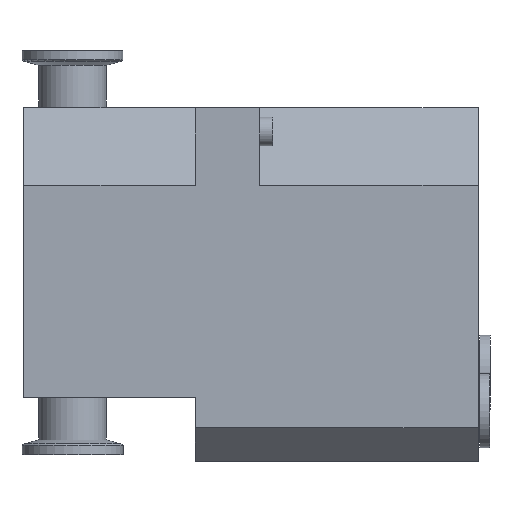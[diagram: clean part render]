
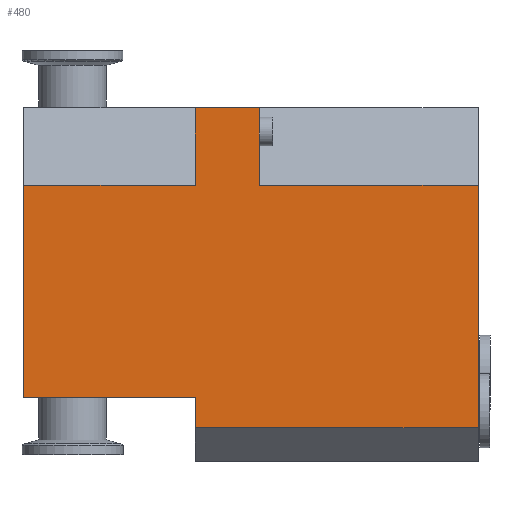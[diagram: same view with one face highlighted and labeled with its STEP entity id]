
A CAD part, left-side view. The second image highlights one B-rep face of the part: STEP entity #480.
In plain terms, the highlighted planar face has unit normal (-1, 0, 0).
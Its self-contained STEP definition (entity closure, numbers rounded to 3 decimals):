
#285=CARTESIAN_POINT('',(-40.0,10.,52.5));
#286=VERTEX_POINT('',#285);
#293=CARTESIAN_POINT('',(-40.0,-9.0,52.5));
#294=VERTEX_POINT('',#293);
#295=CARTESIAN_POINT('',(-40.0,10.,52.5));
#296=DIRECTION('',(0.0,-1.0,0.0));
#297=VECTOR('',#296,19.);
#298=LINE('',#295,#297);
#299=EDGE_CURVE('',#286,#294,#298,.T.);
#343=CARTESIAN_POINT('',(-40.,-9.0,29.5));
#344=VERTEX_POINT('',#343);
#351=CARTESIAN_POINT('',(-40.,-74.0,29.5));
#352=VERTEX_POINT('',#351);
#353=CARTESIAN_POINT('',(-40.0,-74.0,29.5));
#354=DIRECTION('',(0.0,1.0,0.0));
#355=VECTOR('',#354,65.0);
#356=LINE('',#353,#355);
#357=EDGE_CURVE('',#352,#344,#356,.T.);
#377=CARTESIAN_POINT('',(-40.,-74.0,-42.5));
#378=VERTEX_POINT('',#377);
#379=CARTESIAN_POINT('',(-40.,-74.0,-42.5));
#380=DIRECTION('',(0.0,0.0,1.0));
#381=VECTOR('',#380,72.);
#382=LINE('',#379,#381);
#383=EDGE_CURVE('',#378,#352,#382,.T.);
#418=CARTESIAN_POINT('',(-40.,0.0,-41.257));
#419=DIRECTION('',(-1.0,0.0,0.0));
#420=DIRECTION('',(0.0,0.0,1.0));
#421=AXIS2_PLACEMENT_3D('',#418,#419,#420);
#422=PLANE('',#421);
#423=CARTESIAN_POINT('',(-40.,10.,-42.5));
#424=VERTEX_POINT('',#423);
#425=CARTESIAN_POINT('',(-40.,-74.0,-42.5));
#426=DIRECTION('',(0.0,1.0,0.0));
#427=VECTOR('',#426,84.);
#428=LINE('',#425,#427);
#429=EDGE_CURVE('',#378,#424,#428,.T.);
#430=ORIENTED_EDGE('',*,*,#429,.F.);
#431=ORIENTED_EDGE('',*,*,#383,.T.);
#432=ORIENTED_EDGE('',*,*,#357,.T.);
#433=CARTESIAN_POINT('',(-40.,-9.0,29.5));
#434=DIRECTION('',(0.0,0.0,1.0));
#435=VECTOR('',#434,23.);
#436=LINE('',#433,#435);
#437=EDGE_CURVE('',#344,#294,#436,.T.);
#438=ORIENTED_EDGE('',*,*,#437,.T.);
#439=ORIENTED_EDGE('',*,*,#299,.F.);
#440=CARTESIAN_POINT('',(-40.0,10.,29.5));
#441=VERTEX_POINT('',#440);
#442=CARTESIAN_POINT('',(-40.0,10.,29.5));
#443=DIRECTION('',(0.0,0.0,1.0));
#444=VECTOR('',#443,23.);
#445=LINE('',#442,#444);
#446=EDGE_CURVE('',#441,#286,#445,.T.);
#447=ORIENTED_EDGE('',*,*,#446,.F.);
#448=CARTESIAN_POINT('',(-40.0,61.0,29.5));
#449=VERTEX_POINT('',#448);
#450=CARTESIAN_POINT('',(-40.0,61.0,29.5));
#451=DIRECTION('',(0.0,-1.0,0.0));
#452=VECTOR('',#451,51.);
#453=LINE('',#450,#452);
#454=EDGE_CURVE('',#449,#441,#453,.T.);
#455=ORIENTED_EDGE('',*,*,#454,.F.);
#456=CARTESIAN_POINT('',(-40.,61.,-33.5));
#457=VERTEX_POINT('',#456);
#458=CARTESIAN_POINT('',(-40.,61.,-33.5));
#459=DIRECTION('',(0.0,0.0,1.0));
#460=VECTOR('',#459,63.);
#461=LINE('',#458,#460);
#462=EDGE_CURVE('',#457,#449,#461,.T.);
#463=ORIENTED_EDGE('',*,*,#462,.F.);
#464=CARTESIAN_POINT('',(-40.,10.,-33.5));
#465=VERTEX_POINT('',#464);
#466=CARTESIAN_POINT('',(-40.,10.,-33.5));
#467=DIRECTION('',(0.0,1.0,0.0));
#468=VECTOR('',#467,51.);
#469=LINE('',#466,#468);
#470=EDGE_CURVE('',#465,#457,#469,.T.);
#471=ORIENTED_EDGE('',*,*,#470,.F.);
#472=CARTESIAN_POINT('',(-40.,10.,-42.5));
#473=DIRECTION('',(0.0,0.0,1.0));
#474=VECTOR('',#473,9.);
#475=LINE('',#472,#474);
#476=EDGE_CURVE('',#424,#465,#475,.T.);
#477=ORIENTED_EDGE('',*,*,#476,.F.);
#478=EDGE_LOOP('',(#430,#431,#432,#438,#439,#447,#455,#463,#471,#477));
#479=FACE_OUTER_BOUND('',#478,.T.);
#480=ADVANCED_FACE('',(#479),#422,.T.);
